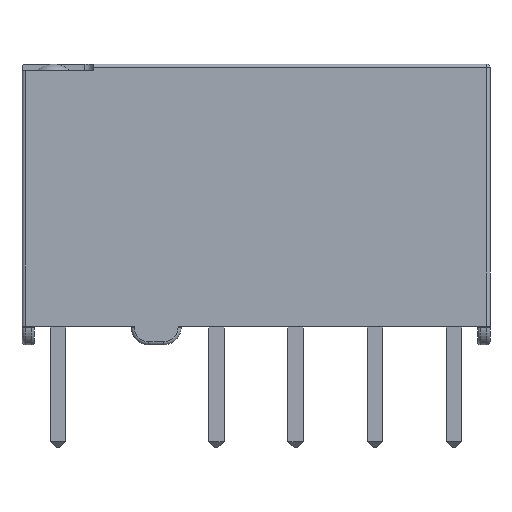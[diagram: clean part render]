
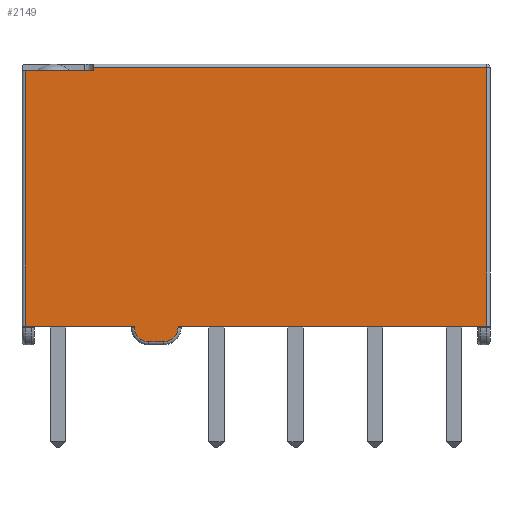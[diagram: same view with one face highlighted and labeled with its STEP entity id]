
A CAD part, front view. The second image highlights one B-rep face of the part: STEP entity #2149.
In plain terms, the highlighted planar face has unit normal (0, -1, 0).
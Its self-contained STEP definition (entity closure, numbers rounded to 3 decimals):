
#1188 = VERTEX_POINT('',#1189);
#1189 = CARTESIAN_POINT('',(-3.9,-3.75,0.6));
#1196 = EDGE_CURVE('',#1197,#1188,#1199,.T.);
#1197 = VERTEX_POINT('',#1198);
#1198 = CARTESIAN_POINT('',(-4.,-3.75,0.6));
#1199 = LINE('',#1200,#1201);
#1200 = CARTESIAN_POINT('',(-0.04,-3.75,0.6));
#1201 = VECTOR('',#1202,1.);
#1202 = DIRECTION('',(1.,0.,0.));
#1204 = EDGE_CURVE('',#1197,#1205,#1207,.T.);
#1205 = VERTEX_POINT('',#1206);
#1206 = CARTESIAN_POINT('',(-7.4,-3.75,0.6));
#1207 = LINE('',#1208,#1209);
#1208 = CARTESIAN_POINT('',(7.5,-3.75,0.6));
#1209 = VECTOR('',#1210,1.);
#1210 = DIRECTION('',(-1.,0.,0.));
#1242 = VERTEX_POINT('',#1243);
#1243 = CARTESIAN_POINT('',(-5.2,-3.75,8.8));
#1249 = EDGE_CURVE('',#1242,#1250,#1252,.T.);
#1250 = VERTEX_POINT('',#1251);
#1251 = CARTESIAN_POINT('',(-7.4,-3.75,8.8));
#1252 = LINE('',#1253,#1254);
#1253 = CARTESIAN_POINT('',(-5.2,-3.75,8.8));
#1254 = VECTOR('',#1255,1.);
#1255 = DIRECTION('',(-1.,0.,0.));
#1284 = EDGE_CURVE('',#1205,#1250,#1285,.T.);
#1285 = LINE('',#1286,#1287);
#1286 = CARTESIAN_POINT('',(-7.4,-3.75,0.6));
#1287 = VECTOR('',#1288,1.);
#1288 = DIRECTION('',(0.,0.,1.));
#1903 = VERTEX_POINT('',#1904);
#1904 = CARTESIAN_POINT('',(7.4,-3.75,8.9));
#1913 = VERTEX_POINT('',#1914);
#1914 = CARTESIAN_POINT('',(-5.2,-3.75,8.9));
#1921 = EDGE_CURVE('',#1903,#1913,#1922,.T.);
#1922 = LINE('',#1923,#1924);
#1923 = CARTESIAN_POINT('',(7.5,-3.75,8.9));
#1924 = VECTOR('',#1925,1.);
#1925 = DIRECTION('',(-1.,0.,0.));
#1943 = EDGE_CURVE('',#1913,#1242,#1944,.T.);
#1944 = LINE('',#1945,#1946);
#1945 = CARTESIAN_POINT('',(-5.2,-3.75,9.));
#1946 = VECTOR('',#1947,1.);
#1947 = DIRECTION('',(-0.,-0.,-1.));
#2149 = ADVANCED_FACE('',(#2150),#2222,.T.);
#2150 = FACE_BOUND('',#2151,.T.);
#2151 = EDGE_LOOP('',(#2152,#2153,#2161,#2170,#2178,#2187,#2195,#2203,
    #2211,#2217,#2218,#2219,#2220,#2221));
#2152 = ORIENTED_EDGE('',*,*,#1196,.T.);
#2153 = ORIENTED_EDGE('',*,*,#2154,.T.);
#2154 = EDGE_CURVE('',#1188,#2155,#2157,.T.);
#2155 = VERTEX_POINT('',#2156);
#2156 = CARTESIAN_POINT('',(-3.9,-3.75,0.56));
#2157 = LINE('',#2158,#2159);
#2158 = CARTESIAN_POINT('',(-3.9,-3.75,0.6));
#2159 = VECTOR('',#2160,1.);
#2160 = DIRECTION('',(0.,0.,-1.));
#2161 = ORIENTED_EDGE('',*,*,#2162,.T.);
#2162 = EDGE_CURVE('',#2155,#2163,#2165,.T.);
#2163 = VERTEX_POINT('',#2164);
#2164 = CARTESIAN_POINT('',(-3.44,-3.75,0.1));
#2165 = CIRCLE('',#2166,0.46);
#2166 = AXIS2_PLACEMENT_3D('',#2167,#2168,#2169);
#2167 = CARTESIAN_POINT('',(-3.44,-3.75,0.56));
#2168 = DIRECTION('',(0.,-1.,0.));
#2169 = DIRECTION('',(-1.,0.,0.));
#2170 = ORIENTED_EDGE('',*,*,#2171,.T.);
#2171 = EDGE_CURVE('',#2163,#2172,#2174,.T.);
#2172 = VERTEX_POINT('',#2173);
#2173 = CARTESIAN_POINT('',(-2.96,-3.75,0.1));
#2174 = LINE('',#2175,#2176);
#2175 = CARTESIAN_POINT('',(-3.44,-3.75,0.1));
#2176 = VECTOR('',#2177,1.);
#2177 = DIRECTION('',(1.,0.,0.));
#2178 = ORIENTED_EDGE('',*,*,#2179,.T.);
#2179 = EDGE_CURVE('',#2172,#2180,#2182,.T.);
#2180 = VERTEX_POINT('',#2181);
#2181 = CARTESIAN_POINT('',(-2.5,-3.75,0.56));
#2182 = CIRCLE('',#2183,0.46);
#2183 = AXIS2_PLACEMENT_3D('',#2184,#2185,#2186);
#2184 = CARTESIAN_POINT('',(-2.96,-3.75,0.56));
#2185 = DIRECTION('',(0.,-1.,0.));
#2186 = DIRECTION('',(0.,0.,-1.));
#2187 = ORIENTED_EDGE('',*,*,#2188,.T.);
#2188 = EDGE_CURVE('',#2180,#2189,#2191,.T.);
#2189 = VERTEX_POINT('',#2190);
#2190 = CARTESIAN_POINT('',(-2.5,-3.75,0.6));
#2191 = LINE('',#2192,#2193);
#2192 = CARTESIAN_POINT('',(-2.5,-3.75,0.56));
#2193 = VECTOR('',#2194,1.);
#2194 = DIRECTION('',(0.,0.,1.));
#2195 = ORIENTED_EDGE('',*,*,#2196,.F.);
#2196 = EDGE_CURVE('',#2197,#2189,#2199,.T.);
#2197 = VERTEX_POINT('',#2198);
#2198 = CARTESIAN_POINT('',(-2.4,-3.75,0.6));
#2199 = LINE('',#2200,#2201);
#2200 = CARTESIAN_POINT('',(-0.04,-3.75,0.6));
#2201 = VECTOR('',#2202,1.);
#2202 = DIRECTION('',(-1.,-0.,-0.));
#2203 = ORIENTED_EDGE('',*,*,#2204,.F.);
#2204 = EDGE_CURVE('',#2205,#2197,#2207,.T.);
#2205 = VERTEX_POINT('',#2206);
#2206 = CARTESIAN_POINT('',(7.4,-3.75,0.6));
#2207 = LINE('',#2208,#2209);
#2208 = CARTESIAN_POINT('',(7.5,-3.75,0.6));
#2209 = VECTOR('',#2210,1.);
#2210 = DIRECTION('',(-1.,0.,0.));
#2211 = ORIENTED_EDGE('',*,*,#2212,.T.);
#2212 = EDGE_CURVE('',#2205,#1903,#2213,.T.);
#2213 = LINE('',#2214,#2215);
#2214 = CARTESIAN_POINT('',(7.4,-3.75,0.6));
#2215 = VECTOR('',#2216,1.);
#2216 = DIRECTION('',(0.,0.,1.));
#2217 = ORIENTED_EDGE('',*,*,#1921,.T.);
#2218 = ORIENTED_EDGE('',*,*,#1943,.T.);
#2219 = ORIENTED_EDGE('',*,*,#1249,.T.);
#2220 = ORIENTED_EDGE('',*,*,#1284,.F.);
#2221 = ORIENTED_EDGE('',*,*,#1204,.F.);
#2222 = PLANE('',#2223);
#2223 = AXIS2_PLACEMENT_3D('',#2224,#2225,#2226);
#2224 = CARTESIAN_POINT('',(-0.08,-3.75,4.668));
#2225 = DIRECTION('',(-0.,-1.,-0.));
#2226 = DIRECTION('',(0.,0.,-1.));
